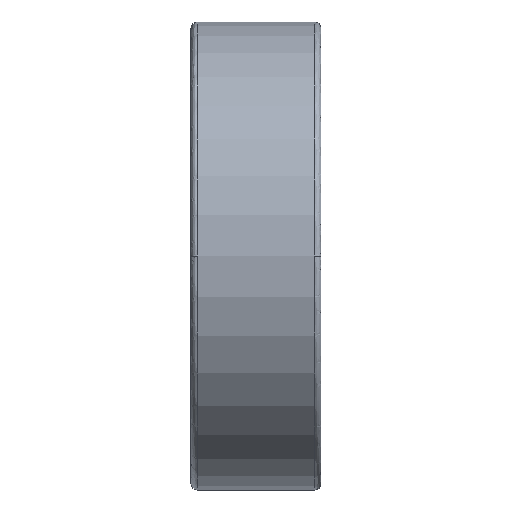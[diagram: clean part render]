
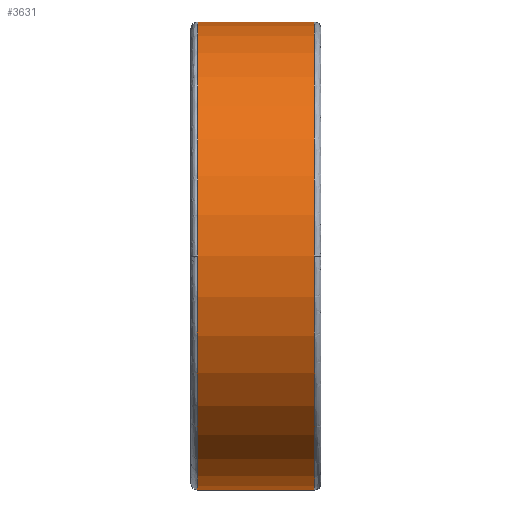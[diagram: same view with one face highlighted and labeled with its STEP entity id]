
A CAD part, front view. The second image highlights one B-rep face of the part: STEP entity #3631.
In plain terms, the highlighted cylindrical face has radius 14.287 mm (diameter 28.575 mm), a partial arc.
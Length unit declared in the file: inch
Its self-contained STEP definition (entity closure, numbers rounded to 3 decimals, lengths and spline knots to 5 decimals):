
#302 = CYLINDRICAL_SURFACE ( 'NONE', #3239, 0.5625 ) ;
#303 = FACE_OUTER_BOUND ( 'NONE', #2625, .T. ) ;
#439 = CIRCLE ( 'NONE', #3377, 0.5625 ) ;
#501 = VECTOR ( 'NONE', #1292, 39.37008 ) ;
#504 = LINE ( 'NONE', #776, #506 ) ;
#506 = VECTOR ( 'NONE', #671, 39.37008 ) ;
#507 = LINE ( 'NONE', #856, #501 ) ;
#510 = CIRCLE ( 'NONE', #3394, 0.5625 ) ;
#566 = CIRCLE ( 'NONE', #3194, 0.5625 ) ;
#572 = CIRCLE ( 'NONE', #3193, 0.5625 ) ;
#671 = DIRECTION ( 'NONE',  ( 1., 0., 0. ) ) ;
#709 = CARTESIAN_POINT ( 'NONE',  ( -0.14063, -0.5625, 0. ) ) ;
#738 = CARTESIAN_POINT ( 'NONE',  ( 0.14063, 0., -0.5625 ) ) ;
#755 = DIRECTION ( 'NONE',  ( -1., 0., 0. ) ) ;
#765 = DIRECTION ( 'NONE',  ( 0., 0., -1. ) ) ;
#776 = CARTESIAN_POINT ( 'NONE',  ( -0.17188, 0., -0.5625 ) ) ;
#796 = CARTESIAN_POINT ( 'NONE',  ( -0.14063, 0., 0. ) ) ;
#798 = DIRECTION ( 'NONE',  ( 1., 0., 0. ) ) ;
#806 = CARTESIAN_POINT ( 'NONE',  ( -0.14063, 0., -0.5625 ) ) ;
#856 = CARTESIAN_POINT ( 'NONE',  ( -0.17188, 0., 0.5625 ) ) ;
#971 = CARTESIAN_POINT ( 'NONE',  ( 0.14063, -0.5625, 0. ) ) ;
#1107 = CARTESIAN_POINT ( 'NONE',  ( -0.14063, 0., 0.5625 ) ) ;
#1108 = CARTESIAN_POINT ( 'NONE',  ( 0.14063, 0., 0.5625 ) ) ;
#1292 = DIRECTION ( 'NONE',  ( 1., 0., 0. ) ) ;
#1306 = DIRECTION ( 'NONE',  ( 0., 0., -1. ) ) ;
#1349 = CARTESIAN_POINT ( 'NONE',  ( 0.14063, 0., 0. ) ) ;
#2244 = DIRECTION ( 'NONE',  ( 0., 0., -1. ) ) ;
#2267 = DIRECTION ( 'NONE',  ( 1., 0., 0. ) ) ;
#2275 = CARTESIAN_POINT ( 'NONE',  ( -0.17188, 0., 0. ) ) ;
#2625 = EDGE_LOOP ( 'NONE', ( #3065, #2741, #3141, #2637, #2762, #3122 ) ) ;
#2637 = ORIENTED_EDGE ( 'NONE', *, *, #3442, .T. ) ;
#2669 = VERTEX_POINT ( 'NONE', #806 ) ;
#2674 = VERTEX_POINT ( 'NONE', #738 ) ;
#2684 = VERTEX_POINT ( 'NONE', #709 ) ;
#2741 = ORIENTED_EDGE ( 'NONE', *, *, #3417, .T. ) ;
#2762 = ORIENTED_EDGE ( 'NONE', *, *, #3543, .T. ) ;
#2843 = VERTEX_POINT ( 'NONE', #1108 ) ;
#2845 = VERTEX_POINT ( 'NONE', #1107 ) ;
#2914 = VERTEX_POINT ( 'NONE', #971 ) ;
#3065 = ORIENTED_EDGE ( 'NONE', *, *, #3444, .F. ) ;
#3122 = ORIENTED_EDGE ( 'NONE', *, *, #3341, .T. ) ;
#3141 = ORIENTED_EDGE ( 'NONE', *, *, #3544, .T. ) ;
#3193 = AXIS2_PLACEMENT_3D ( 'NONE', #3832, #3833, #3834 ) ;
#3194 = AXIS2_PLACEMENT_3D ( 'NONE', #3836, #3837, #3838 ) ;
#3239 = AXIS2_PLACEMENT_3D ( 'NONE', #2275, #2267, #2244 ) ;
#3341 = EDGE_CURVE ( 'NONE', #2914, #2843, #439, .T. ) ;
#3377 = AXIS2_PLACEMENT_3D ( 'NONE', #1349, #755, #1306 ) ;
#3394 = AXIS2_PLACEMENT_3D ( 'NONE', #796, #798, #765 ) ;
#3417 = EDGE_CURVE ( 'NONE', #2845, #2684, #510, .T. ) ;
#3442 = EDGE_CURVE ( 'NONE', #2669, #2674, #504, .T. ) ;
#3444 = EDGE_CURVE ( 'NONE', #2845, #2843, #507, .T. ) ;
#3543 = EDGE_CURVE ( 'NONE', #2674, #2914, #572, .T. ) ;
#3544 = EDGE_CURVE ( 'NONE', #2684, #2669, #566, .T. ) ;
#3631 = ADVANCED_FACE ( 'NONE', ( #303 ), #302, .T. ) ;
#3832 = CARTESIAN_POINT ( 'NONE',  ( 0.14063, 0., 0. ) ) ;
#3833 = DIRECTION ( 'NONE',  ( -1., 0., 0. ) ) ;
#3834 = DIRECTION ( 'NONE',  ( 0., 0., -1. ) ) ;
#3836 = CARTESIAN_POINT ( 'NONE',  ( -0.14063, 0., 0. ) ) ;
#3837 = DIRECTION ( 'NONE',  ( 1., 0., 0. ) ) ;
#3838 = DIRECTION ( 'NONE',  ( 0., 0., -1. ) ) ;
